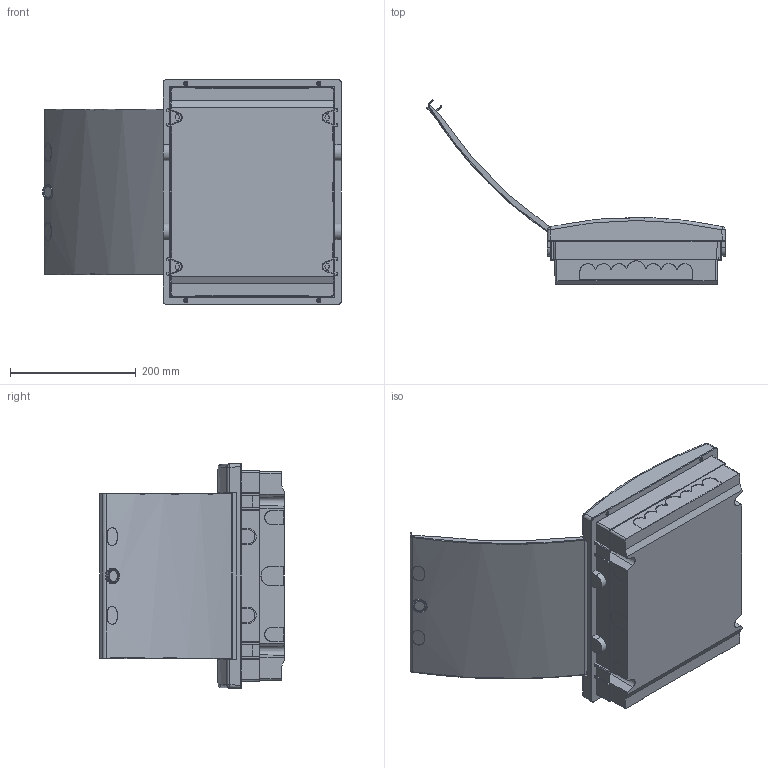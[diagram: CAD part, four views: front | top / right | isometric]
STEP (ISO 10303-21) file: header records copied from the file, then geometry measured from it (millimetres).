
FILE_DESCRIPTION(/* description */ ('Unknown'),/* implementation_level */ '2;1');
FILE_NAME(/* name */ 'ECM_24_PO_Media_Empty',/* time_stamp */ '2020-05-21T15:20:16+02:00',/* author */ ('Unknown'),/* organization */ ('Unknown'),/* preprocessor_version */ 'ST-DEVELOPER v16.7',/* originating_system */ 'DEX',/* authorisation */ $);
FILE_SCHEMA (('AUTOMOTIVE_DESIGN {1 0 10303 214 3 1 1}'));
Length unit declared in the file: millimetre
Products named in the file (6): ECM_24_PO_Media_Empty; Bottom_ECM_24; Front_ECM_24; Pin; Door_ECM_ 24; ETI LOGO
Assembly tree (8 placements, depth 2):
  ECM_24_PO_Media_Empty
    Bottom_ECM_24
    Front_ECM_24
    Pin  x4
    Door_ECM_ 24
    ETI LOGO
Bounding box: 474.31 x 293.16 x 356.75 mm (x, y, z)
Volume: 752427.1 mm3; surface area: 760223.1 mm2
Topology: 10 solids, 10 shells, 893 faces, 2435 edges, 1624 vertices
Faces by surface type: plane 594, cylinder 247, cone 34, bspline 10, sphere 8
Full cylindrical faces by diameter (mm): 4 x6, 4.3 x4, 6 x2, 6.8 x4, 10 x4, 11 x4, 12.2 x4, 12.5 x4, 15 x4, 16.5 x4, 17.23 x1, 21.57 x1
Entity records: 28788 total; most frequent: CARTESIAN_POINT 5514, ORIENTED_EDGE 4176, DIRECTION 3831, EDGE_CURVE 2088, LINE 1495, VECTOR 1495, VERTEX_POINT 1415, AXIS2_PLACEMENT_3D 1168
